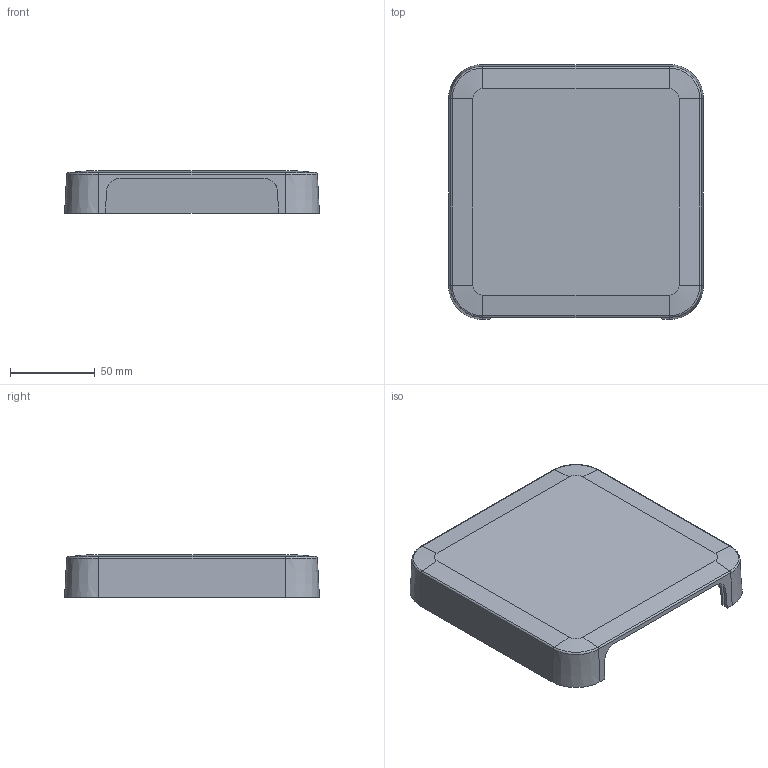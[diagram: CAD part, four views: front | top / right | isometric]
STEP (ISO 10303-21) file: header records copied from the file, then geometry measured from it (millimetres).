
FILE_DESCRIPTION(/* description */ ('STEP AP203'),/* implementation_level */ '2;1');
FILE_NAME(/* name */ 'HH-1515_UST.step',/* time_stamp */ '2025-09-29T14:17:06+03:00',/* author */ (''),/* organization */ (''),/* preprocessor_version */ 'ST-DEVELOPER v20.1',/* originating_system */ 'Autodesk Translation Framework v14.10.0.0',/* authorisation */ '');
FILE_SCHEMA (('AUTOMOTIVE_DESIGN { 1 0 10303 214 3 1 1 }'));
Length unit declared in the file: millimetre
Products named in the file (1): HH-1515
Bounding box: 150 x 150 x 25 mm (x, y, z)
Volume: 95559.6 mm3; surface area: 67850.6 mm2
Topology: 1 solids, 1 shells, 160 faces, 396 edges, 256 vertices
Faces by surface type: plane 88, cone 50, cylinder 18, torus 4
Full cylindrical faces by diameter (mm): 2 x8
Entity records: 4949 total; most frequent: CARTESIAN_POINT 1097, DIRECTION 806, ORIENTED_EDGE 792, EDGE_CURVE 396, AXIS2_PLACEMENT_3D 297, VERTEX_POINT 256, LINE 212, VECTOR 212
